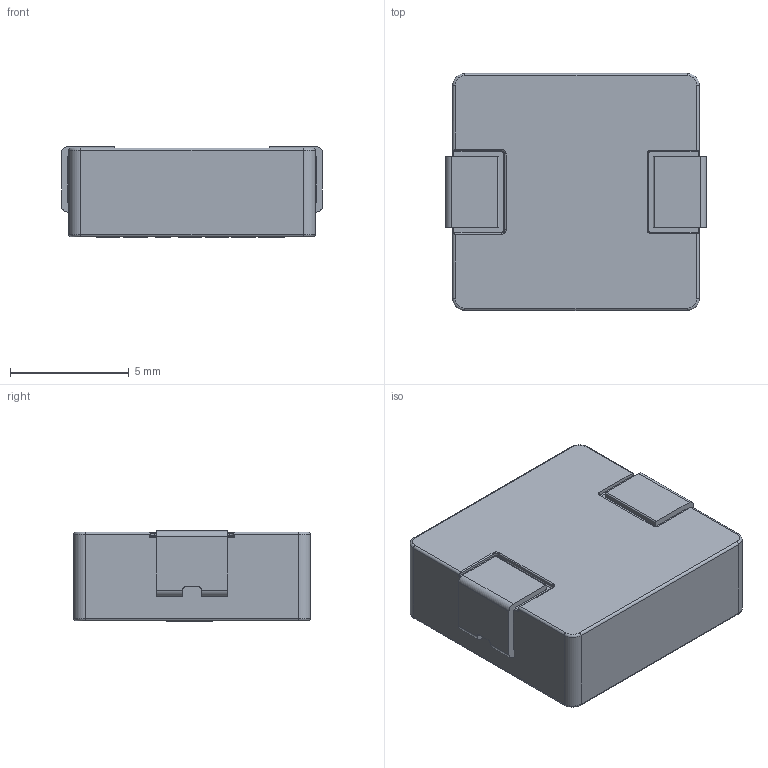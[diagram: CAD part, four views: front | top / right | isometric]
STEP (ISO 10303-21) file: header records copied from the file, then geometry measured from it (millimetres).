
FILE_DESCRIPTION(/* description */ ('Unknown'),/* implementation_level */ '2;1');
FILE_NAME(/* name */ 'TMPC1004 - 点焊',/* time_stamp */ '2020-05-14T08:32:53+08:00',/* author */ ('Unknown'),/* organization */ ('Unknown'),/* preprocessor_version */ 'ST-DEVELOPER v16.7',/* originating_system */ 'DEX',/* authorisation */ $);
FILE_SCHEMA (('AUTOMOTIVE_DESIGN {1 0 10303 214 3 1 1}'));
Length unit declared in the file: millimetre
Products named in the file (1): TMPC1004 - 萸
Bounding box: 11 x 10 x 3.81 mm (x, y, z)
Surface area: 737.5 mm2
Topology: 2 solids, 2 shells, 242 faces, 636 edges, 409 vertices
Faces by surface type: plane 113, cylinder 64, bspline 47, torus 18
Full cylindrical faces by diameter (mm): 0.65 x1
Entity records: 11877 total; most frequent: CARTESIAN_POINT 4458, ORIENTED_EDGE 1252, DIRECTION 1057, EDGE_CURVE 626, VERTEX_POINT 407, LINE 375, VECTOR 375, AXIS2_PLACEMENT_3D 341
